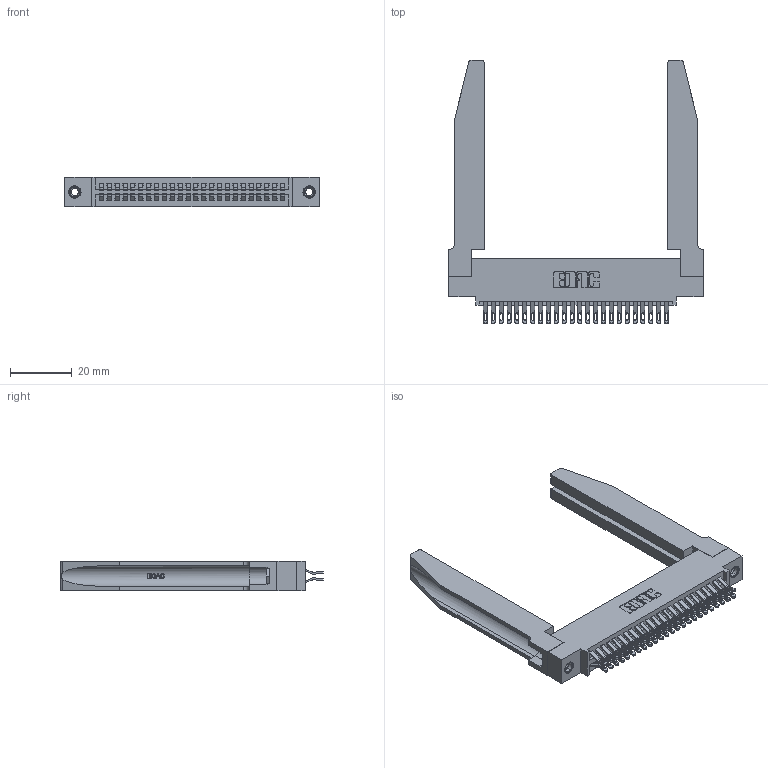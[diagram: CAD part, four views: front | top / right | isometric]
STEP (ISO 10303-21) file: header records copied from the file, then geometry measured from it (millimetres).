
FILE_DESCRIPTION (( 'STEP AP203' ), '1' );
FILE_NAME ('395-048-555-578.STEP', '2019-10-19T06:08:29', ( '' ), ( '' ), 'SwSTEP 2.0', 'SolidWorks 2016', '' );
FILE_SCHEMA (( 'CONFIG_CONTROL_DESIGN' ));
Length unit declared in the file: inch
Products named in the file (5): 345-292-001_555 Tail; 345-250-001_345-250-001-102; 345-220-078_345-220-078; 395-048-555-578; 345 Part_0.110 Offset - 0.156 Dia-TH
Assembly tree (53 placements, depth 2):
  395-048-555-578
    345 Part_0.110 Offset - 0.156 Dia-TH
    345-292-001_555 Tail  x48
    345-250-001_345-250-001-102  x2
    345-220-078_345-220-078  x2
Bounding box: 82.19 x 84.89 x 9.4 mm (x, y, z)
Volume: 15653.7 mm3; surface area: 18719.6 mm2
Topology: 53 solids, 53 shells, 3052 faces, 9457 edges, 6294 vertices
Faces by surface type: plane 1714, cylinder 1286, bspline 36, cone 12, torus 4
Entity records: 26452 total; most frequent: CARTESIAN_POINT 5405, ORIENTED_EDGE 4206, DIRECTION 3749, EDGE_CURVE 2103, LINE 1761, VECTOR 1761, VERTEX_POINT 1396, AXIS2_PLACEMENT_3D 994
